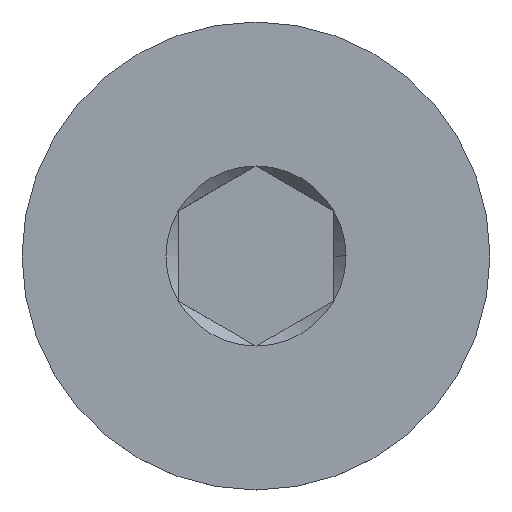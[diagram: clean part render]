
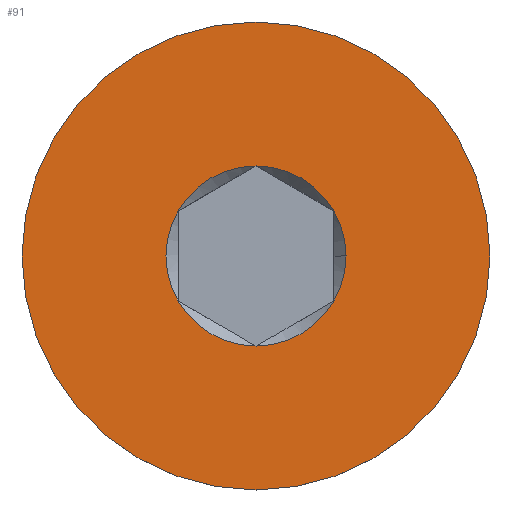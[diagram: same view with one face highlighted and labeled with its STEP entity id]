
A CAD part, top view. The second image highlights one B-rep face of the part: STEP entity #91.
In plain terms, the highlighted planar face has unit normal (0, 0, 1).
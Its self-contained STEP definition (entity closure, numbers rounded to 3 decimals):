
#7 = CARTESIAN_POINT ( 'NONE',  ( -2., 1.155, 0. ) ) ;
#15 = CIRCLE ( 'NONE', #629, 2.309 ) ;
#21 = CARTESIAN_POINT ( 'NONE',  ( 0., 0., 0. ) ) ;
#24 = CARTESIAN_POINT ( 'NONE',  ( 0., -2.309, 0. ) ) ;
#28 = CIRCLE ( 'NONE', #359, 6. ) ;
#48 = DIRECTION ( 'NONE',  ( 0., -1., 0. ) ) ;
#51 = FACE_BOUND ( 'NONE', #742, .T. ) ;
#57 = CARTESIAN_POINT ( 'NONE',  ( 0., -6., 0. ) ) ;
#64 = DIRECTION ( 'NONE',  ( 0., 0., 1. ) ) ;
#91 = ADVANCED_FACE ( 'NONE', ( #51, #694 ), #340, .T. ) ;
#98 = CARTESIAN_POINT ( 'NONE',  ( 0., 0., 0. ) ) ;
#107 = EDGE_CURVE ( 'NONE', #600, #153, #233, .T. ) ;
#115 = DIRECTION ( 'NONE',  ( 1., 0., 0. ) ) ;
#129 = AXIS2_PLACEMENT_3D ( 'NONE', #172, #393, #527 ) ;
#133 = DIRECTION ( 'NONE',  ( 1., 0., 0. ) ) ;
#135 = CIRCLE ( 'NONE', #158, 2.309 ) ;
#152 = DIRECTION ( 'NONE',  ( 0., 0., 1. ) ) ;
#153 = VERTEX_POINT ( 'NONE', #469 ) ;
#156 = CARTESIAN_POINT ( 'NONE',  ( 0., -3., 0. ) ) ;
#158 = AXIS2_PLACEMENT_3D ( 'NONE', #668, #291, #133 ) ;
#164 = CARTESIAN_POINT ( 'NONE',  ( 2., -1.155, 0. ) ) ;
#166 = DIRECTION ( 'NONE',  ( 0., 0., 1. ) ) ;
#172 = CARTESIAN_POINT ( 'NONE',  ( 0., 0., 0. ) ) ;
#181 = AXIS2_PLACEMENT_3D ( 'NONE', #448, #152, #685 ) ;
#185 = VERTEX_POINT ( 'NONE', #549 ) ;
#186 = DIRECTION ( 'NONE',  ( 0., 0., 1. ) ) ;
#198 = ORIENTED_EDGE ( 'NONE', *, *, #338, .F. ) ;
#229 = CARTESIAN_POINT ( 'NONE',  ( 0., 0., 0. ) ) ;
#233 = CIRCLE ( 'NONE', #624, 2.309 ) ;
#255 = ORIENTED_EDGE ( 'NONE', *, *, #599, .F. ) ;
#260 = ORIENTED_EDGE ( 'NONE', *, *, #620, .F. ) ;
#262 = EDGE_CURVE ( 'NONE', #674, #438, #135, .T. ) ;
#264 = ORIENTED_EDGE ( 'NONE', *, *, #743, .T. ) ;
#276 = DIRECTION ( 'NONE',  ( 1., 0., 0. ) ) ;
#282 = CARTESIAN_POINT ( 'NONE',  ( 2., 1.155, 0. ) ) ;
#291 = DIRECTION ( 'NONE',  ( 0., 0., 1. ) ) ;
#301 = CARTESIAN_POINT ( 'NONE',  ( 0., 0., 0. ) ) ;
#320 = DIRECTION ( 'NONE',  ( 0., -1., 0. ) ) ;
#338 = EDGE_CURVE ( 'NONE', #465, #674, #418, .T. ) ;
#340 = PLANE ( 'NONE',  #501 ) ;
#341 = AXIS2_PLACEMENT_3D ( 'NONE', #21, #680, #320 ) ;
#346 = CARTESIAN_POINT ( 'NONE',  ( 2.309, 0., 0. ) ) ;
#354 = DIRECTION ( 'NONE',  ( 0., 0., 1. ) ) ;
#355 = DIRECTION ( 'NONE',  ( 1., 0., 0. ) ) ;
#359 = AXIS2_PLACEMENT_3D ( 'NONE', #229, #648, #598 ) ;
#392 = ORIENTED_EDGE ( 'NONE', *, *, #423, .T. ) ;
#393 = DIRECTION ( 'NONE',  ( 0., 0., 1. ) ) ;
#401 = EDGE_LOOP ( 'NONE', ( #392, #264 ) ) ;
#418 = CIRCLE ( 'NONE', #181, 2.309 ) ;
#423 = EDGE_CURVE ( 'NONE', #607, #720, #453, .T. ) ;
#426 = CIRCLE ( 'NONE', #649, 2.309 ) ;
#434 = ORIENTED_EDGE ( 'NONE', *, *, #262, .F. ) ;
#438 = VERTEX_POINT ( 'NONE', #282 ) ;
#448 = CARTESIAN_POINT ( 'NONE',  ( 0., 0., 0. ) ) ;
#449 = ORIENTED_EDGE ( 'NONE', *, *, #762, .F. ) ;
#453 = CIRCLE ( 'NONE', #341, 6. ) ;
#465 = VERTEX_POINT ( 'NONE', #164 ) ;
#469 = CARTESIAN_POINT ( 'NONE',  ( -2., -1.155, 0. ) ) ;
#472 = CIRCLE ( 'NONE', #701, 2.309 ) ;
#488 = DIRECTION ( 'NONE',  ( 1., 0., 0. ) ) ;
#490 = ORIENTED_EDGE ( 'NONE', *, *, #107, .F. ) ;
#501 = AXIS2_PLACEMENT_3D ( 'NONE', #156, #585, #48 ) ;
#527 = DIRECTION ( 'NONE',  ( 1., 0., 0. ) ) ;
#549 = CARTESIAN_POINT ( 'NONE',  ( 0., 2.309, 0. ) ) ;
#564 = ORIENTED_EDGE ( 'NONE', *, *, #752, .F. ) ;
#565 = CARTESIAN_POINT ( 'NONE',  ( 0., 6., 0. ) ) ;
#585 = DIRECTION ( 'NONE',  ( 0., 0., 1. ) ) ;
#598 = DIRECTION ( 'NONE',  ( 0., -1., 0. ) ) ;
#599 = EDGE_CURVE ( 'NONE', #153, #682, #472, .T. ) ;
#600 = VERTEX_POINT ( 'NONE', #7 ) ;
#607 = VERTEX_POINT ( 'NONE', #57 ) ;
#614 = CIRCLE ( 'NONE', #129, 2.309 ) ;
#620 = EDGE_CURVE ( 'NONE', #185, #600, #15, .T. ) ;
#624 = AXIS2_PLACEMENT_3D ( 'NONE', #709, #64, #355 ) ;
#629 = AXIS2_PLACEMENT_3D ( 'NONE', #655, #354, #115 ) ;
#648 = DIRECTION ( 'NONE',  ( 0., 0., 1. ) ) ;
#649 = AXIS2_PLACEMENT_3D ( 'NONE', #98, #166, #276 ) ;
#655 = CARTESIAN_POINT ( 'NONE',  ( 0., 0., 0. ) ) ;
#668 = CARTESIAN_POINT ( 'NONE',  ( 0., 0., 0. ) ) ;
#674 = VERTEX_POINT ( 'NONE', #346 ) ;
#680 = DIRECTION ( 'NONE',  ( 0., 0., 1. ) ) ;
#682 = VERTEX_POINT ( 'NONE', #24 ) ;
#685 = DIRECTION ( 'NONE',  ( 1., 0., 0. ) ) ;
#694 = FACE_OUTER_BOUND ( 'NONE', #401, .T. ) ;
#701 = AXIS2_PLACEMENT_3D ( 'NONE', #301, #186, #488 ) ;
#709 = CARTESIAN_POINT ( 'NONE',  ( 0., 0., 0. ) ) ;
#720 = VERTEX_POINT ( 'NONE', #565 ) ;
#742 = EDGE_LOOP ( 'NONE', ( #449, #255, #490, #260, #564, #434, #198 ) ) ;
#743 = EDGE_CURVE ( 'NONE', #720, #607, #28, .T. ) ;
#752 = EDGE_CURVE ( 'NONE', #438, #185, #426, .T. ) ;
#762 = EDGE_CURVE ( 'NONE', #682, #465, #614, .T. ) ;
